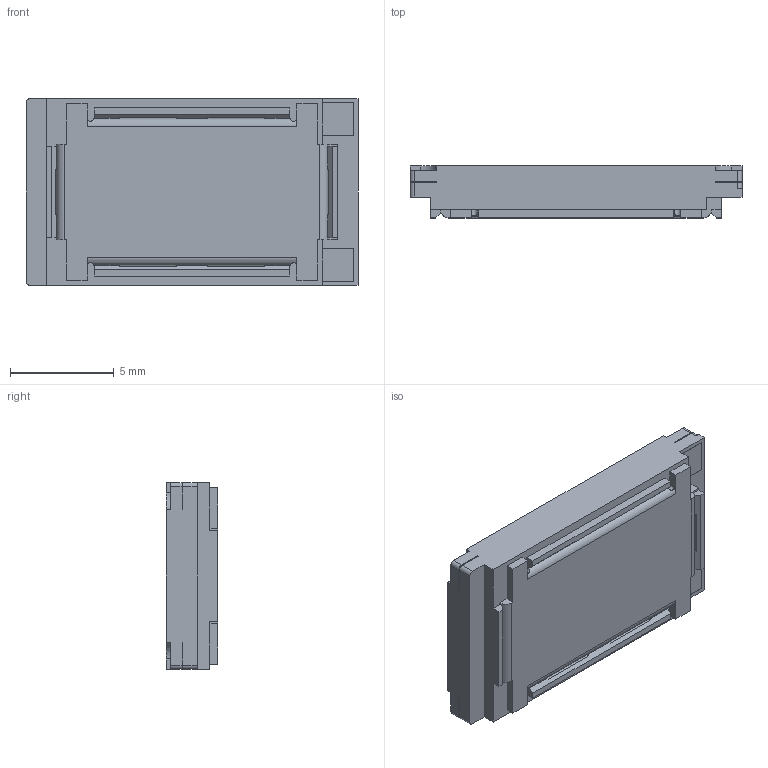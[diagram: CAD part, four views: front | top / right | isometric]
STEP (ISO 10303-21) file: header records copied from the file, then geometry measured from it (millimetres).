
FILE_DESCRIPTION (( 'STEP AP214' ), '1' );
FILE_NAME ('Same_Sky_CMS-160925-078SP.step', '2025-03-13T15:32:14', ( '' ), ( '' ), 'SwSTEP 2.0', 'SolidWorks 2024', '' );
FILE_SCHEMA (( 'AUTOMOTIVE_DESIGN' ));
Length unit declared in the file: inch
Products named in the file (1): Same_Sky_CMS-160925-078SP
Bounding box: 16 x 2.5 x 9 mm (x, y, z)
Volume: 282.3 mm3; surface area: 529 mm2
Topology: 1 solids, 1 shells, 220 faces, 600 edges, 388 vertices
Faces by surface type: plane 152, cylinder 56, cone 12
Entity records: 7037 total; most frequent: CARTESIAN_POINT 1323, ORIENTED_EDGE 1200, DIRECTION 1172, EDGE_CURVE 600, LINE 458, VECTOR 458, VERTEX_POINT 388, AXIS2_PLACEMENT_3D 357
